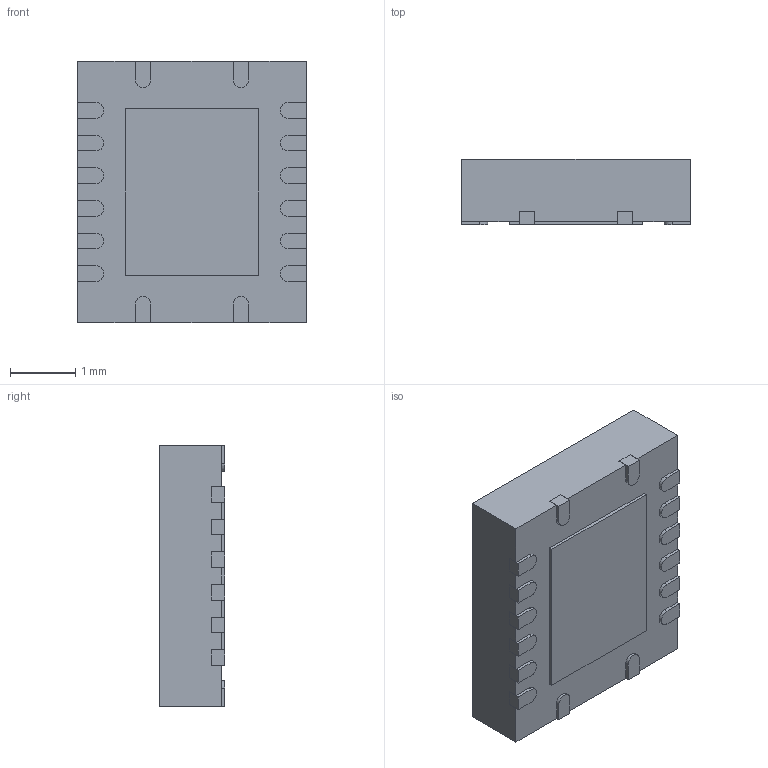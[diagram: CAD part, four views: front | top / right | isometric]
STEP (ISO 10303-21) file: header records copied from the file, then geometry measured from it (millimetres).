
FILE_DESCRIPTION (( 'STEP AP214' ), '1' );
FILE_NAME ('RGY16.STEP', '2020-08-09T05:34:39', ( '' ), ( '' ), 'SwSTEP 2.0', 'SolidWorks 2017', '' );
FILE_SCHEMA (( 'AUTOMOTIVE_DESIGN' ));
Length unit declared in the file: millimetre
Products named in the file (1): RGY16
Bounding box: 3.5 x 1 x 4 mm (x, y, z)
Volume: 13.6 mm3; surface area: 64.2 mm2
Topology: 18 solids, 18 shells, 181 faces, 432 edges, 288 vertices
Faces by surface type: plane 145, cylinder 36
Entity records: 6232 total; most frequent: CARTESIAN_POINT 902, DIRECTION 868, ORIENTED_EDGE 864, EDGE_CURVE 432, VECTOR 360, LINE 360, VERTEX_POINT 288, AXIS2_PLACEMENT_3D 254
